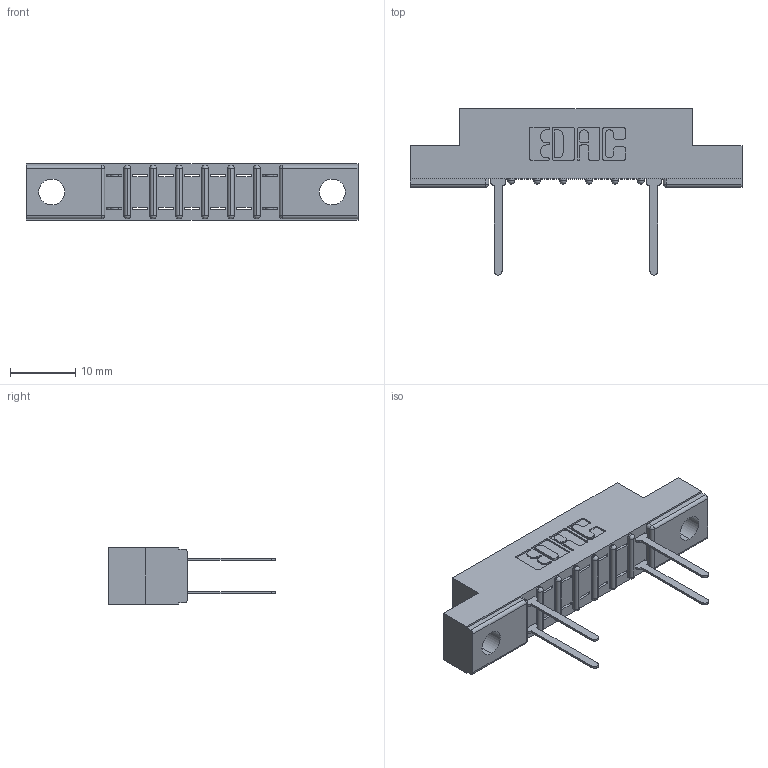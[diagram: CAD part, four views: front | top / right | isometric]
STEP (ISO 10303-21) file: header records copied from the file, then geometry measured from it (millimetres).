
FILE_DESCRIPTION (( 'STEP AP203' ), '1' );
FILE_NAME ('307-014-542-202.STEP', '2018-08-03T01:23:06', ( '' ), ( '' ), 'SwSTEP 2.0', 'SolidWorks 2016', '' );
FILE_SCHEMA (( 'CONFIG_CONTROL_DESIGN' ));
Length unit declared in the file: inch
Products named in the file (3): 307-014-542-202; 307 Part_.128 Dia Mounting Holes; 307-290-001_542
Assembly tree (5 placements, depth 2):
  307-014-542-202
    307 Part_.128 Dia Mounting Holes
    307-290-001_542  x4
Bounding box: 50.75 x 25.43 x 8.71 mm (x, y, z)
Volume: 3119.2 mm3; surface area: 3894.3 mm2
Topology: 5 solids, 5 shells, 410 faces, 1163 edges, 746 vertices
Faces by surface type: plane 254, cylinder 140, sphere 16
Entity records: 10190 total; most frequent: CARTESIAN_POINT 1717, ORIENTED_EDGE 1706, DIRECTION 1687, EDGE_CURVE 853, VECTOR 639, LINE 639, VERTEX_POINT 554, AXIS2_PLACEMENT_3D 524
